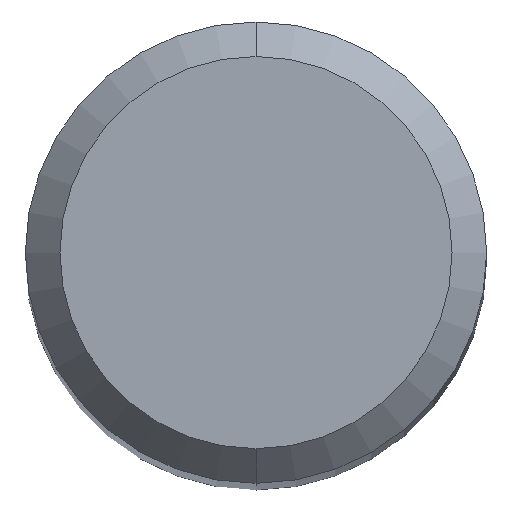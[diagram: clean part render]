
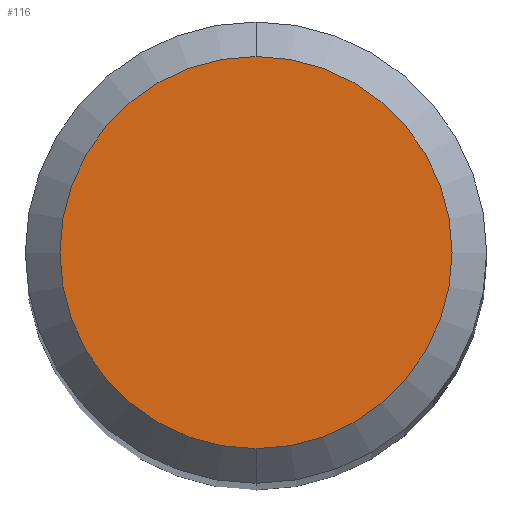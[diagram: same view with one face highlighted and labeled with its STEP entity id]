
A CAD part, top view. The second image highlights one B-rep face of the part: STEP entity #116.
In plain terms, the highlighted planar face has unit normal (0, 0, 1).
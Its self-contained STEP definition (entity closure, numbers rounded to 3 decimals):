
#116=ADVANCED_FACE('',(#267),#268,.T.);
#146=VERTEX_POINT('',#303);
#156=VERTEX_POINT('',#314);
#206=EDGE_CURVE('',#146,#156,#370,.T.);
#222=EDGE_CURVE('',#156,#146,#388,.T.);
#267=FACE_OUTER_BOUND('',#432,.T.);
#268=PLANE('',#433);
#303=CARTESIAN_POINT('',(0.0,1.7,0.0));
#314=CARTESIAN_POINT('',(0.,-1.7,0.0));
#370=CIRCLE('',#560,1.7);
#388=CIRCLE('',#581,1.7);
#432=EDGE_LOOP('',(#615,#616));
#433=AXIS2_PLACEMENT_3D('',#617,#618,#619);
#560=AXIS2_PLACEMENT_3D('',#750,#751,#752);
#581=AXIS2_PLACEMENT_3D('',#776,#777,#778);
#615=ORIENTED_EDGE('',*,*,#206,.F.);
#616=ORIENTED_EDGE('',*,*,#222,.F.);
#617=CARTESIAN_POINT('',(0.0,0.85,0.0));
#618=DIRECTION('',(-0.0,0.0,1.0));
#619=DIRECTION('',(0.0,-1.0,0.0));
#750=CARTESIAN_POINT('',(0.0,0.0,0.0));
#751=DIRECTION('',(0.0,0.0,-1.0));
#752=DIRECTION('',(0.0,1.0,0.0));
#776=CARTESIAN_POINT('',(0.0,0.0,0.0));
#777=DIRECTION('',(0.0,0.0,-1.0));
#778=DIRECTION('',(0.0,1.0,0.0));
